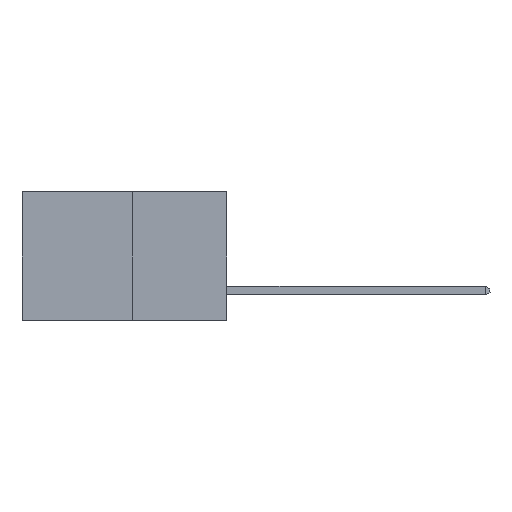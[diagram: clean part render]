
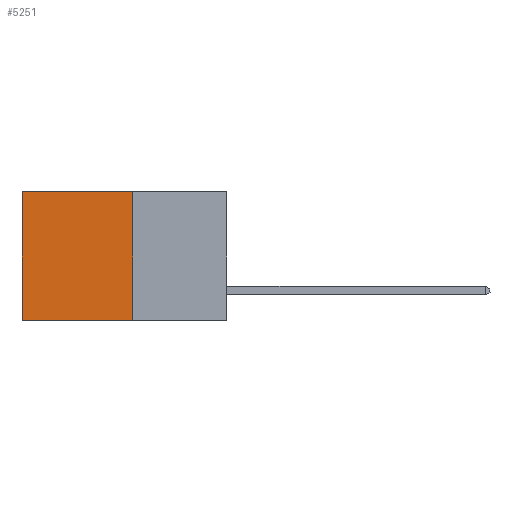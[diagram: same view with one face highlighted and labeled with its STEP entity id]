
A CAD part, left-side view. The second image highlights one B-rep face of the part: STEP entity #5251.
In plain terms, the highlighted planar face has unit normal (-1, 0, 0).
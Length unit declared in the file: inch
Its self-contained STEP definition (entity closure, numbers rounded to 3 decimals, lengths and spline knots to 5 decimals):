
#17 = VERTEX_POINT ( 'NONE', #1762 ) ;
#18 = PLANE ( 'NONE',  #4664 ) ;
#539 = DIRECTION ( 'NONE',  ( 0., 0., -1. ) ) ;
#718 = VECTOR ( 'NONE', #539, 39.37008 ) ;
#809 = DIRECTION ( 'NONE',  ( 1., 0., 0. ) ) ;
#933 = EDGE_LOOP ( 'NONE', ( #3211, #5961, #2253, #2003 ) ) ;
#1762 = CARTESIAN_POINT ( 'NONE',  ( 0.277, 0.59, -0.37 ) ) ;
#1947 = CARTESIAN_POINT ( 'NONE',  ( 0.277, 0.27, 0. ) ) ;
#1953 = DIRECTION ( 'NONE',  ( 0., 1., 0. ) ) ;
#2003 = ORIENTED_EDGE ( 'NONE', *, *, #8120, .T. ) ;
#2253 = ORIENTED_EDGE ( 'NONE', *, *, #7750, .F. ) ;
#2531 = VECTOR ( 'NONE', #1953, 39.37008 ) ;
#2807 = LINE ( 'NONE', #3659, #718 ) ;
#3073 = CARTESIAN_POINT ( 'NONE',  ( 0.277, 0.27, -0.37 ) ) ;
#3175 = FACE_OUTER_BOUND ( 'NONE', #933, .T. ) ;
#3211 = ORIENTED_EDGE ( 'NONE', *, *, #5045, .T. ) ;
#3258 = LINE ( 'NONE', #3073, #9333 ) ;
#3659 = CARTESIAN_POINT ( 'NONE',  ( 0.277, 0.59, -0.37 ) ) ;
#3934 = CARTESIAN_POINT ( 'NONE',  ( 0.277, 0.27, 0. ) ) ;
#4573 = LINE ( 'NONE', #7340, #2531 ) ;
#4664 = AXIS2_PLACEMENT_3D ( 'NONE', #5457, #809, #6224 ) ;
#5045 = EDGE_CURVE ( 'NONE', #5825, #17, #2807, .T. ) ;
#5250 = VERTEX_POINT ( 'NONE', #3934 ) ;
#5251 = ADVANCED_FACE ( 'NONE', ( #3175 ), #18, .F. ) ;
#5457 = CARTESIAN_POINT ( 'NONE',  ( 0.277, 0.27, -0.37 ) ) ;
#5755 = VECTOR ( 'NONE', #7331, 39.37008 ) ;
#5825 = VERTEX_POINT ( 'NONE', #7632 ) ;
#5961 = ORIENTED_EDGE ( 'NONE', *, *, #7611, .F. ) ;
#6198 = VERTEX_POINT ( 'NONE', #7355 ) ;
#6224 = DIRECTION ( 'NONE',  ( 0., 0., -1. ) ) ;
#7331 = DIRECTION ( 'NONE',  ( 0., 1., 0. ) ) ;
#7340 = CARTESIAN_POINT ( 'NONE',  ( 0.277, 0.27, -0.37 ) ) ;
#7355 = CARTESIAN_POINT ( 'NONE',  ( 0.277, 0.27, -0.37 ) ) ;
#7611 = EDGE_CURVE ( 'NONE', #6198, #17, #4573, .T. ) ;
#7632 = CARTESIAN_POINT ( 'NONE',  ( 0.277, 0.59, 0. ) ) ;
#7677 = DIRECTION ( 'NONE',  ( 0., 0., -1. ) ) ;
#7750 = EDGE_CURVE ( 'NONE', #5250, #6198, #3258, .T. ) ;
#7805 = LINE ( 'NONE', #1947, #5755 ) ;
#8120 = EDGE_CURVE ( 'NONE', #5250, #5825, #7805, .T. ) ;
#9333 = VECTOR ( 'NONE', #7677, 39.37008 ) ;
